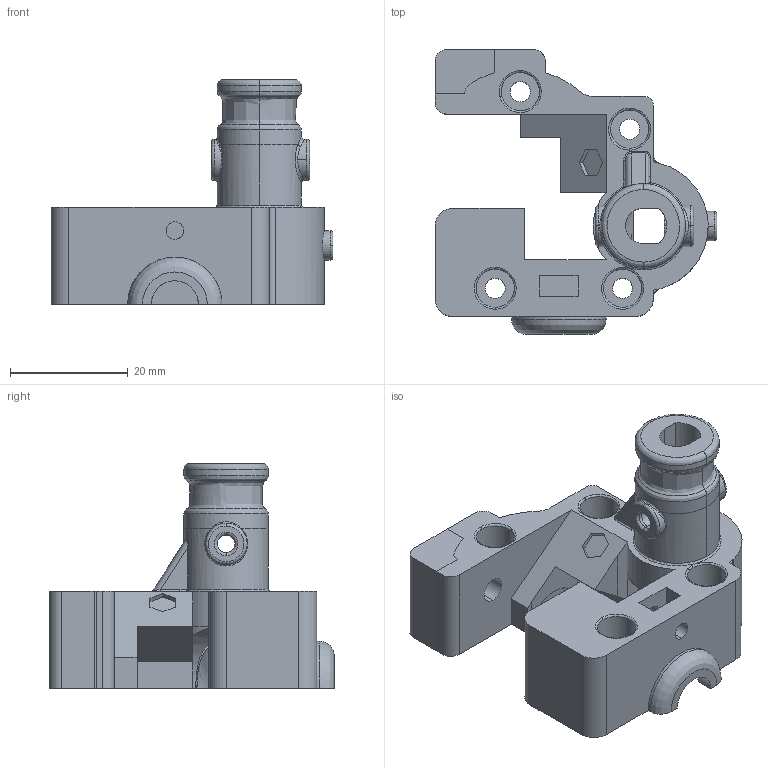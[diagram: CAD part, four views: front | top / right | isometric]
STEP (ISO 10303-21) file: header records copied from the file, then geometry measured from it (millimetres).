
FILE_DESCRIPTION (( 'STEP AP203' ), '1' );
FILE_NAME ('flex3drive_top-mockup.step', '2016-02-29T21:24:23', ( '' ), ( '' ), 'SwSTEP 2.0', 'SolidWorks 2015', '' );
FILE_SCHEMA (( 'CONFIG_CONTROL_DESIGN' ));
Length unit declared in the file: millimetre
Products named in the file (1): flex3drive_top-mockup
Bounding box: 47.81 x 48.28 x 38.11 mm (x, y, z)
Volume: 17845.2 mm3; surface area: 9896.3 mm2
Topology: 2 solids, 2 shells, 206 faces, 552 edges, 355 vertices
Faces by surface type: cylinder 71, bspline 68, plane 67
Entity records: 13449 total; most frequent: CARTESIAN_POINT 8903, ORIENTED_EDGE 1096, DIRECTION 674, EDGE_CURVE 548, VERTEX_POINT 355, AXIS2_PLACEMENT_3D 239, EDGE_LOOP 237, B_SPLINE_CURVE_WITH_KNOTS 230
